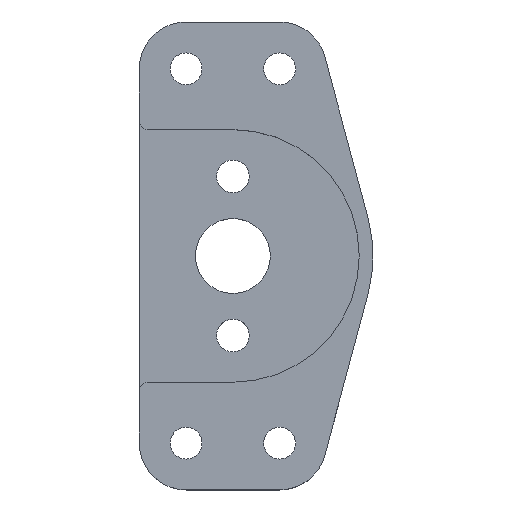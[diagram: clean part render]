
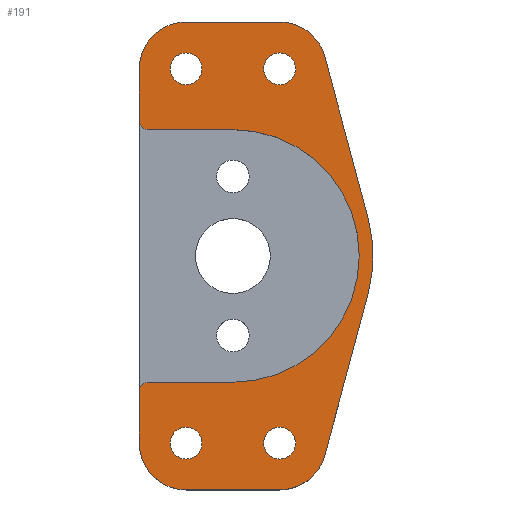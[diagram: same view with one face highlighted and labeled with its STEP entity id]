
A CAD part, top view. The second image highlights one B-rep face of the part: STEP entity #191.
In plain terms, the highlighted planar face has unit normal (0, 0, 1).
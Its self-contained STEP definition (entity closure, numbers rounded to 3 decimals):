
#191=ADVANCED_FACE('',(#250,#252,#254,#256,#258),#260,.F.);
#250=FACE_BOUND('',#251,.T.);
#251=EDGE_LOOP('',(#713,#714,#715,#716,#717,#718,#719,#720,#721,#722,#723,#724,#725,
#726,#727,#728));
#252=FACE_BOUND('',#253,.T.);
#253=EDGE_LOOP('',(#729));
#254=FACE_BOUND('',#255,.T.);
#255=EDGE_LOOP('',(#730));
#256=FACE_BOUND('',#257,.T.);
#257=EDGE_LOOP('',(#731));
#258=FACE_BOUND('',#259,.T.);
#259=EDGE_LOOP('',(#732));
#260=PLANE('',#261);
#261=AXIS2_PLACEMENT_3D('',#262,#263,#264);
#262=CARTESIAN_POINT('',(0.,0.,5.));
#263=DIRECTION('',(0.,0.,-1.));
#264=DIRECTION('',(0.,-1.,0.));
#713=ORIENTED_EDGE('',*,*,#1017,.F.);
#714=ORIENTED_EDGE('',*,*,#1018,.F.);
#715=ORIENTED_EDGE('',*,*,#1019,.T.);
#716=ORIENTED_EDGE('',*,*,#1020,.T.);
#717=ORIENTED_EDGE('',*,*,#1021,.F.);
#718=ORIENTED_EDGE('',*,*,#1022,.T.);
#719=ORIENTED_EDGE('',*,*,#1023,.T.);
#720=ORIENTED_EDGE('',*,*,#1024,.T.);
#721=ORIENTED_EDGE('',*,*,#1025,.T.);
#722=ORIENTED_EDGE('',*,*,#1026,.T.);
#723=ORIENTED_EDGE('',*,*,#1027,.F.);
#724=ORIENTED_EDGE('',*,*,#1028,.F.);
#725=ORIENTED_EDGE('',*,*,#1029,.F.);
#726=ORIENTED_EDGE('',*,*,#1030,.F.);
#727=ORIENTED_EDGE('',*,*,#1031,.F.);
#728=ORIENTED_EDGE('',*,*,#1032,.F.);
#729=ORIENTED_EDGE('',*,*,#1033,.T.);
#730=ORIENTED_EDGE('',*,*,#1034,.T.);
#731=ORIENTED_EDGE('',*,*,#1035,.F.);
#732=ORIENTED_EDGE('',*,*,#1036,.F.);
#1017=EDGE_CURVE('',#1169,#1170,#1171,.F.);
#1018=EDGE_CURVE('',#1172,#1169,#1173,.T.);
#1019=EDGE_CURVE('',#1172,#1174,#1175,.T.);
#1020=EDGE_CURVE('',#1174,#1176,#1177,.T.);
#1021=EDGE_CURVE('',#1178,#1176,#1179,.F.);
#1022=EDGE_CURVE('',#1178,#1180,#1181,.T.);
#1023=EDGE_CURVE('',#1180,#1182,#1183,.T.);
#1024=EDGE_CURVE('',#1182,#1184,#1185,.T.);
#1025=EDGE_CURVE('',#1184,#1186,#1187,.T.);
#1026=EDGE_CURVE('',#1186,#1188,#1189,.T.);
#1027=EDGE_CURVE('',#1190,#1188,#1191,.T.);
#1028=EDGE_CURVE('',#1192,#1190,#1193,.T.);
#1029=EDGE_CURVE('',#1194,#1192,#1195,.T.);
#1030=EDGE_CURVE('',#1196,#1194,#1197,.T.);
#1031=EDGE_CURVE('',#1198,#1196,#1199,.T.);
#1032=EDGE_CURVE('',#1170,#1198,#1200,.T.);
#1033=EDGE_CURVE('',#1201,#1201,#1202,.F.);
#1034=EDGE_CURVE('',#1203,#1203,#1204,.F.);
#1035=EDGE_CURVE('',#1205,#1205,#1206,.F.);
#1036=EDGE_CURVE('',#1207,#1207,#1208,.F.);
#1169=VERTEX_POINT('',#1427);
#1170=VERTEX_POINT('',#1428);
#1171=CIRCLE('',#1429,1.);
#1172=VERTEX_POINT('',#1433);
#1173=LINE('',#1434,#1435);
#1174=VERTEX_POINT('',#1437);
#1175=CIRCLE('',#1438,13.5);
#1176=VERTEX_POINT('',#1442);
#1177=LINE('',#1443,#1444);
#1178=VERTEX_POINT('',#1446);
#1179=CIRCLE('',#1447,1.);
#1180=VERTEX_POINT('',#1451);
#1181=LINE('',#1452,#1453);
#1182=VERTEX_POINT('',#1455);
#1183=CIRCLE('',#1456,5.);
#1184=VERTEX_POINT('',#1460);
#1185=LINE('',#1461,#1462);
#1186=VERTEX_POINT('',#1464);
#1187=CIRCLE('',#1465,5.);
#1188=VERTEX_POINT('',#1469);
#1189=LINE('',#1470,#1471);
#1190=VERTEX_POINT('',#1473);
#1191=CIRCLE('',#1474,15.);
#1192=VERTEX_POINT('',#1478);
#1193=LINE('',#1479,#1480);
#1194=VERTEX_POINT('',#1482);
#1195=CIRCLE('',#1483,5.);
#1196=VERTEX_POINT('',#1487);
#1197=LINE('',#1488,#1489);
#1198=VERTEX_POINT('',#1491);
#1199=CIRCLE('',#1492,5.);
#1200=LINE('',#1496,#1497);
#1201=VERTEX_POINT('',#1499);
#1202=CIRCLE('',#1500,1.7);
#1203=VERTEX_POINT('',#1504);
#1204=CIRCLE('',#1505,1.7);
#1205=VERTEX_POINT('',#1509);
#1206=CIRCLE('',#1510,1.7);
#1207=VERTEX_POINT('',#1514);
#1208=CIRCLE('',#1515,1.7);
#1427=CARTESIAN_POINT('',(-9.,13.5,5.));
#1428=CARTESIAN_POINT('',(-10.,14.5,5.));
#1429=AXIS2_PLACEMENT_3D('',#1430,#1431,#1432);
#1430=CARTESIAN_POINT('',(-9.,14.5,5.));
#1431=DIRECTION('',(0.,0.,1.));
#1432=DIRECTION('',(-1.,0.,0.));
#1433=CARTESIAN_POINT('',(0.,13.5,5.));
#1434=CARTESIAN_POINT('',(0.,13.5,5.));
#1435=VECTOR('',#1436,1.);
#1436=DIRECTION('',(-1.,0.,0.));
#1437=CARTESIAN_POINT('',(0.,-13.5,5.));
#1438=AXIS2_PLACEMENT_3D('',#1439,#1440,#1441);
#1439=CARTESIAN_POINT('',(0.,0.,5.));
#1440=DIRECTION('',(0.,0.,-1.));
#1441=DIRECTION('',(0.,1.,0.));
#1442=CARTESIAN_POINT('',(-9.,-13.5,5.));
#1443=CARTESIAN_POINT('',(0.,-13.5,5.));
#1444=VECTOR('',#1445,1.);
#1445=DIRECTION('',(-1.,0.,0.));
#1446=CARTESIAN_POINT('',(-10.,-14.5,5.));
#1447=AXIS2_PLACEMENT_3D('',#1448,#1449,#1450);
#1448=CARTESIAN_POINT('',(-9.,-14.5,5.));
#1449=DIRECTION('',(0.,0.,1.));
#1450=DIRECTION('',(0.,1.,0.));
#1451=CARTESIAN_POINT('',(-10.,-20.,5.));
#1452=CARTESIAN_POINT('',(-10.,-14.5,5.));
#1453=VECTOR('',#1454,1.);
#1454=DIRECTION('',(0.,-1.,0.));
#1455=CARTESIAN_POINT('',(-5.,-25.,5.));
#1456=AXIS2_PLACEMENT_3D('',#1457,#1458,#1459);
#1457=CARTESIAN_POINT('',(-5.,-20.,5.));
#1458=DIRECTION('',(0.,0.,1.));
#1459=DIRECTION('',(-1.,0.,0.));
#1460=CARTESIAN_POINT('',(5.,-25.,5.));
#1461=CARTESIAN_POINT('',(-5.,-25.,5.));
#1462=VECTOR('',#1463,1.);
#1463=DIRECTION('',(1.,0.,0.));
#1464=CARTESIAN_POINT('',(9.83,-21.292,5.));
#1465=AXIS2_PLACEMENT_3D('',#1466,#1467,#1468);
#1466=CARTESIAN_POINT('',(5.,-20.,5.));
#1467=DIRECTION('',(0.,0.,1.));
#1468=DIRECTION('',(0.,-1.,0.));
#1469=CARTESIAN_POINT('',(14.49,-3.877,5.));
#1470=CARTESIAN_POINT('',(9.83,-21.292,5.));
#1471=VECTOR('',#1472,1.);
#1472=DIRECTION('',(0.258,0.966,0.));
#1473=CARTESIAN_POINT('',(14.49,3.877,5.));
#1474=AXIS2_PLACEMENT_3D('',#1475,#1476,#1477);
#1475=CARTESIAN_POINT('',(0.,0.,5.));
#1476=DIRECTION('',(0.,0.,-1.));
#1477=DIRECTION('',(0.966,0.258,0.));
#1478=CARTESIAN_POINT('',(9.83,21.292,5.));
#1479=CARTESIAN_POINT('',(9.83,21.292,5.));
#1480=VECTOR('',#1481,1.);
#1481=DIRECTION('',(0.258,-0.966,0.));
#1482=CARTESIAN_POINT('',(5.,25.,5.));
#1483=AXIS2_PLACEMENT_3D('',#1484,#1485,#1486);
#1484=CARTESIAN_POINT('',(5.,20.,5.));
#1485=DIRECTION('',(0.,0.,-1.));
#1486=DIRECTION('',(0.,1.,0.));
#1487=CARTESIAN_POINT('',(-5.,25.,5.));
#1488=CARTESIAN_POINT('',(-5.,25.,5.));
#1489=VECTOR('',#1490,1.);
#1490=DIRECTION('',(1.,0.,0.));
#1491=CARTESIAN_POINT('',(-10.,20.,5.));
#1492=AXIS2_PLACEMENT_3D('',#1493,#1494,#1495);
#1493=CARTESIAN_POINT('',(-5.,20.,5.));
#1494=DIRECTION('',(0.,0.,-1.));
#1495=DIRECTION('',(-1.,0.,0.));
#1496=CARTESIAN_POINT('',(-10.,14.5,5.));
#1497=VECTOR('',#1498,1.);
#1498=DIRECTION('',(0.,1.,0.));
#1499=CARTESIAN_POINT('',(3.3,20.,5.));
#1500=AXIS2_PLACEMENT_3D('',#1501,#1502,#1503);
#1501=CARTESIAN_POINT('',(5.,20.,5.));
#1502=DIRECTION('',(0.,0.,1.));
#1503=DIRECTION('',(-1.,0.,0.));
#1504=CARTESIAN_POINT('',(-6.7,20.,5.));
#1505=AXIS2_PLACEMENT_3D('',#1506,#1507,#1508);
#1506=CARTESIAN_POINT('',(-5.,20.,5.));
#1507=DIRECTION('',(0.,0.,1.));
#1508=DIRECTION('',(-1.,0.,0.));
#1509=CARTESIAN_POINT('',(3.3,-20.,5.));
#1510=AXIS2_PLACEMENT_3D('',#1511,#1512,#1513);
#1511=CARTESIAN_POINT('',(5.,-20.,5.));
#1512=DIRECTION('',(0.,0.,-1.));
#1513=DIRECTION('',(-1.,0.,0.));
#1514=CARTESIAN_POINT('',(-6.7,-20.,5.));
#1515=AXIS2_PLACEMENT_3D('',#1516,#1517,#1518);
#1516=CARTESIAN_POINT('',(-5.,-20.,5.));
#1517=DIRECTION('',(0.,0.,-1.));
#1518=DIRECTION('',(-1.,0.,0.));
